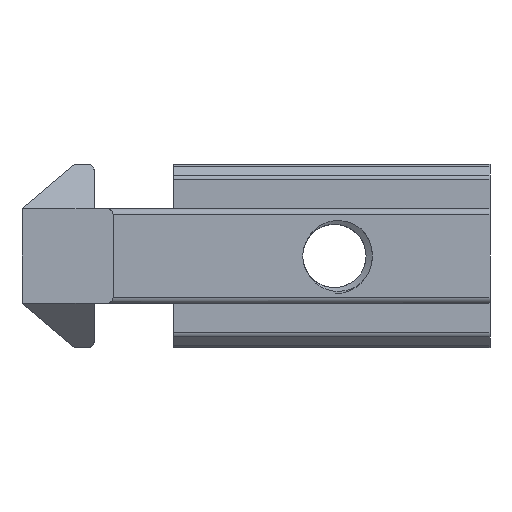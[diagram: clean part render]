
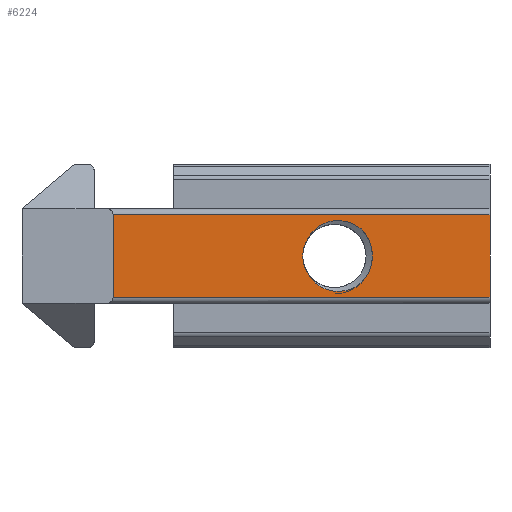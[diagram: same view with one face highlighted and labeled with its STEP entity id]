
A CAD part, front view. The second image highlights one B-rep face of the part: STEP entity #6224.
In plain terms, the highlighted planar face has unit normal (0, -1, 0).
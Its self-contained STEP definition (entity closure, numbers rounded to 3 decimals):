
#57 = CARTESIAN_POINT ( 'NONE',  ( 16.479, 0., -2.482 ) ) ;
#168 = CARTESIAN_POINT ( 'NONE',  ( 19.441, 0., 2.271 ) ) ;
#255 = DIRECTION ( 'NONE',  ( 1., 0., 0. ) ) ;
#289 = CARTESIAN_POINT ( 'NONE',  ( 15.965, 0., 2.124 ) ) ;
#433 = CARTESIAN_POINT ( 'NONE',  ( 14.9, 0., 3.25 ) ) ;
#845 = LINE ( 'NONE', #4630, #11616 ) ;
#900 = CARTESIAN_POINT ( 'NONE',  ( 19.604, 0., 2.138 ) ) ;
#986 = VERTEX_POINT ( 'NONE', #11797 ) ;
#1402 = CARTESIAN_POINT ( 'NONE',  ( 17.057, 0., -2.713 ) ) ;
#1558 = CARTESIAN_POINT ( 'NONE',  ( 19.267, 0., 2.384 ) ) ;
#1565 = ORIENTED_EDGE ( 'NONE', *, *, #8644, .F. ) ;
#1579 = VERTEX_POINT ( 'NONE', #8474 ) ;
#1610 = CARTESIAN_POINT ( 'NONE',  ( 15.553, 0., 1.656 ) ) ;
#1741 = DIRECTION ( 'NONE',  ( -1., 0., 0. ) ) ;
#1839 = ORIENTED_EDGE ( 'NONE', *, *, #12961, .T. ) ;
#2132 = EDGE_CURVE ( 'NONE', #986, #4423, #3987, .T. ) ;
#2290 = CARTESIAN_POINT ( 'NONE',  ( 29.8, 0., -3.25 ) ) ;
#2449 = CARTESIAN_POINT ( 'NONE',  ( 19.604, 0., -2.138 ) ) ;
#2499 = AXIS2_PLACEMENT_3D ( 'NONE', #12695, #6827, #255 ) ;
#2515 = CARTESIAN_POINT ( 'NONE',  ( 17.676, 0., -2.806 ) ) ;
#2606 = CIRCLE ( 'NONE', #12775, 2.5 ) ;
#2618 = DIRECTION ( 'NONE',  ( 0., 1., 0. ) ) ;
#2647 = CARTESIAN_POINT ( 'NONE',  ( 18.699, 0., 2.648 ) ) ;
#2691 = CARTESIAN_POINT ( 'NONE',  ( 15.355, 0., 1.285 ) ) ;
#3181 = LINE ( 'NONE', #3205, #11000 ) ;
#3205 = CARTESIAN_POINT ( 'NONE',  ( 29.8, 0., 0. ) ) ;
#3521 = CARTESIAN_POINT ( 'NONE',  ( 15.444, 0., -1.479 ) ) ;
#3568 = CARTESIAN_POINT ( 'NONE',  ( 18.298, 0., -2.755 ) ) ;
#3619 = EDGE_CURVE ( 'NONE', #8922, #1579, #2606, .T. ) ;
#3656 = ORIENTED_EDGE ( 'NONE', *, *, #12366, .T. ) ;
#3696 = CARTESIAN_POINT ( 'NONE',  ( 18.093, 0., 2.788 ) ) ;
#3770 = VECTOR ( 'NONE', #6420, 1000. ) ;
#3987 = LINE ( 'NONE', #6397, #3770 ) ;
#4129 = CIRCLE ( 'NONE', #11229, 3. ) ;
#4159 = CARTESIAN_POINT ( 'NONE',  ( 15.357, 0., -1.288 ) ) ;
#4220 = DIRECTION ( 'NONE',  ( 0., 0., -1. ) ) ;
#4372 = EDGE_LOOP ( 'NONE', ( #7448, #8044, #9128, #3656 ) ) ;
#4423 = VERTEX_POINT ( 'NONE', #2290 ) ;
#4589 = CARTESIAN_POINT ( 'NONE',  ( 19.279, 0., -2.404 ) ) ;
#4630 = CARTESIAN_POINT ( 'NONE',  ( 0., 0., 0. ) ) ;
#4659 = FACE_BOUND ( 'NONE', #4714, .T. ) ;
#4714 = EDGE_LOOP ( 'NONE', ( #1565, #1839, #9437, #12004, #6454 ) ) ;
#4721 = CARTESIAN_POINT ( 'NONE',  ( 17.466, 0., 2.791 ) ) ;
#5211 = LINE ( 'NONE', #433, #12572 ) ;
#5586 = CARTESIAN_POINT ( 'NONE',  ( 15.813, 0., -1.978 ) ) ;
#5746 = PLANE ( 'NONE',  #2499 ) ;
#5775 = CARTESIAN_POINT ( 'NONE',  ( 16.858, 0., 2.65 ) ) ;
#6050 = VERTEX_POINT ( 'NONE', #4159 ) ;
#6224 = ADVANCED_FACE ( 'NONE', ( #4659, #10125 ), #5746, .T. ) ;
#6397 = CARTESIAN_POINT ( 'NONE',  ( 14.9, 0., -3.25 ) ) ;
#6420 = DIRECTION ( 'NONE',  ( 1., 0., 0. ) ) ;
#6454 = ORIENTED_EDGE ( 'NONE', *, *, #9815, .T. ) ;
#6489 = CARTESIAN_POINT ( 'NONE',  ( 17.5, 0., 0. ) ) ;
#6626 = CARTESIAN_POINT ( 'NONE',  ( 0., 0., 3.25 ) ) ;
#6680 = CARTESIAN_POINT ( 'NONE',  ( 16.297, 0., -2.375 ) ) ;
#6777 = B_SPLINE_CURVE_WITH_KNOTS ( 'NONE', 3,
 ( #12518, #3521, #11615, #5586, #12561, #6680, #57, #7702, #1402, #8702, #2515, #9712, #3568, #10709, #4589, #11655 ),
 .UNSPECIFIED., .F., .F.,
 ( 4, 2, 2, 2, 2, 2, 2, 4 ),
 ( 0., 0.001, 0.001, 0.002, 0.002, 0.003, 0.004, 0.005 ),
 .UNSPECIFIED. ) ;
#6827 = DIRECTION ( 'NONE',  ( 0., -1., 0. ) ) ;
#6850 = CARTESIAN_POINT ( 'NONE',  ( 16.298, 0., 2.376 ) ) ;
#7435 = VERTEX_POINT ( 'NONE', #6626 ) ;
#7448 = ORIENTED_EDGE ( 'NONE', *, *, #13315, .T. ) ;
#7519 = DIRECTION ( 'NONE',  ( 0., 0., 1. ) ) ;
#7702 = CARTESIAN_POINT ( 'NONE',  ( 16.859, 0., -2.65 ) ) ;
#7872 = CARTESIAN_POINT ( 'NONE',  ( 15.813, 0., 1.978 ) ) ;
#7916 = B_SPLINE_CURVE_WITH_KNOTS ( 'NONE', 3,
 ( #11723, #168, #1558, #8827, #2647, #9844, #3696, #10825, #4721, #11766, #5775, #12716, #6850, #289, #7872, #1610, #8872, #2691 ),
 .UNSPECIFIED., .F., .F.,
 ( 4, 2, 2, 2, 2, 2, 2, 2, 4 ),
 ( 0., 0.001, 0.001, 0.002, 0.002, 0.003, 0.004, 0.004, 0.005 ),
 .UNSPECIFIED. ) ;
#7999 = CIRCLE ( 'NONE', #9518, 2.5 ) ;
#8044 = ORIENTED_EDGE ( 'NONE', *, *, #2132, .T. ) ;
#8474 = CARTESIAN_POINT ( 'NONE',  ( 15.355, 0., 1.285 ) ) ;
#8644 = EDGE_CURVE ( 'NONE', #6050, #12190, #6777, .T. ) ;
#8702 = CARTESIAN_POINT ( 'NONE',  ( 17.467, 0., -2.791 ) ) ;
#8795 = CARTESIAN_POINT ( 'NONE',  ( 17.5, 0., 0. ) ) ;
#8827 = CARTESIAN_POINT ( 'NONE',  ( 18.897, 0., 2.573 ) ) ;
#8872 = CARTESIAN_POINT ( 'NONE',  ( 15.443, 0., 1.476 ) ) ;
#8922 = VERTEX_POINT ( 'NONE', #9117 ) ;
#9117 = CARTESIAN_POINT ( 'NONE',  ( 15., 0., 0. ) ) ;
#9128 = ORIENTED_EDGE ( 'NONE', *, *, #10318, .F. ) ;
#9130 = VERTEX_POINT ( 'NONE', #10512 ) ;
#9437 = ORIENTED_EDGE ( 'NONE', *, *, #3619, .T. ) ;
#9498 = EDGE_CURVE ( 'NONE', #12852, #1579, #7916, .T. ) ;
#9518 = AXIS2_PLACEMENT_3D ( 'NONE', #8795, #2618, #9812 ) ;
#9712 = CARTESIAN_POINT ( 'NONE',  ( 18.089, 0., -2.788 ) ) ;
#9754 = DIRECTION ( 'NONE',  ( 0., 0., -1. ) ) ;
#9812 = DIRECTION ( 'NONE',  ( -1., 0., 0. ) ) ;
#9815 = EDGE_CURVE ( 'NONE', #12852, #12190, #4129, .T. ) ;
#9844 = CARTESIAN_POINT ( 'NONE',  ( 18.298, 0., 2.755 ) ) ;
#10125 = FACE_OUTER_BOUND ( 'NONE', #4372, .T. ) ;
#10318 = EDGE_CURVE ( 'NONE', #9130, #4423, #3181, .T. ) ;
#10512 = CARTESIAN_POINT ( 'NONE',  ( 29.8, 0., 3.25 ) ) ;
#10523 = CARTESIAN_POINT ( 'NONE',  ( 17.5, 0., 0. ) ) ;
#10550 = DIRECTION ( 'NONE',  ( 0., 1., 0. ) ) ;
#10562 = DIRECTION ( 'NONE',  ( -1., 0., 0. ) ) ;
#10709 = CARTESIAN_POINT ( 'NONE',  ( 18.9, 0., -2.595 ) ) ;
#10825 = CARTESIAN_POINT ( 'NONE',  ( 17.675, 0., 2.806 ) ) ;
#11000 = VECTOR ( 'NONE', #4220, 1000. ) ;
#11229 = AXIS2_PLACEMENT_3D ( 'NONE', #6489, #13329, #7519 ) ;
#11615 = CARTESIAN_POINT ( 'NONE',  ( 15.553, 0., -1.655 ) ) ;
#11616 = VECTOR ( 'NONE', #9754, 1000. ) ;
#11655 = CARTESIAN_POINT ( 'NONE',  ( 19.604, 0., -2.138 ) ) ;
#11723 = CARTESIAN_POINT ( 'NONE',  ( 19.604, 0., 2.138 ) ) ;
#11766 = CARTESIAN_POINT ( 'NONE',  ( 17.06, 0., 2.713 ) ) ;
#11797 = CARTESIAN_POINT ( 'NONE',  ( 0., 0., -3.25 ) ) ;
#12004 = ORIENTED_EDGE ( 'NONE', *, *, #9498, .F. ) ;
#12190 = VERTEX_POINT ( 'NONE', #2449 ) ;
#12366 = EDGE_CURVE ( 'NONE', #9130, #7435, #5211, .T. ) ;
#12518 = CARTESIAN_POINT ( 'NONE',  ( 15.357, 0., -1.288 ) ) ;
#12561 = CARTESIAN_POINT ( 'NONE',  ( 15.966, 0., -2.125 ) ) ;
#12572 = VECTOR ( 'NONE', #1741, 1000. ) ;
#12695 = CARTESIAN_POINT ( 'NONE',  ( 0., 0., -3.25 ) ) ;
#12716 = CARTESIAN_POINT ( 'NONE',  ( 16.477, 0., 2.481 ) ) ;
#12775 = AXIS2_PLACEMENT_3D ( 'NONE', #10523, #10550, #10562 ) ;
#12852 = VERTEX_POINT ( 'NONE', #900 ) ;
#12961 = EDGE_CURVE ( 'NONE', #6050, #8922, #7999, .T. ) ;
#13315 = EDGE_CURVE ( 'NONE', #7435, #986, #845, .T. ) ;
#13329 = DIRECTION ( 'NONE',  ( 0., 1., 0. ) ) ;
